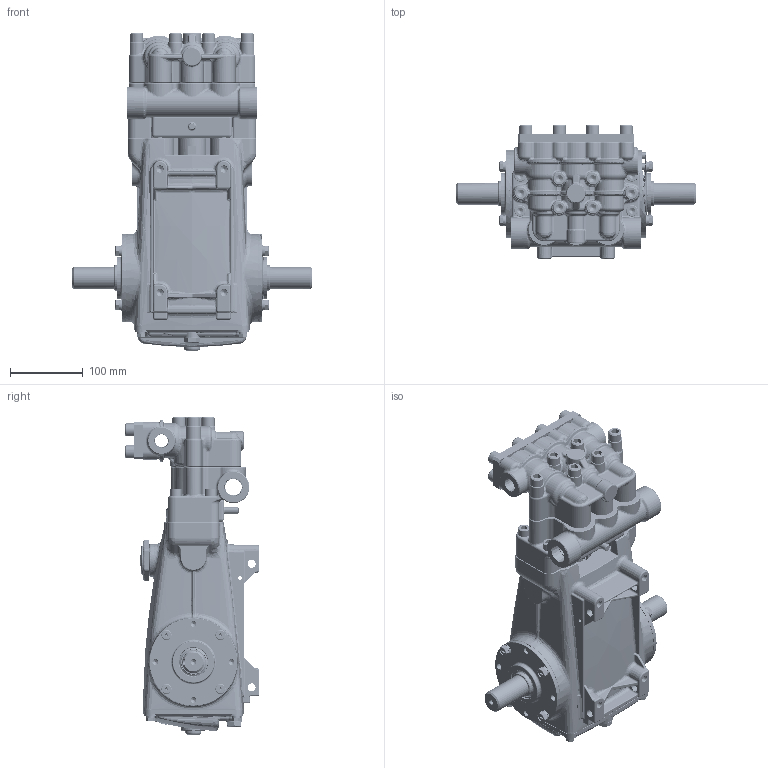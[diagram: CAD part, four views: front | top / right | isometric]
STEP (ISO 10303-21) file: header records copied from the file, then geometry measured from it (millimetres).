
FILE_DESCRIPTION (( 'STEP AP203' ), '1' );
FILE_NAME ('1580.STEP', '2022-11-11T17:54:43', ( '' ), ( '' ), 'SwSTEP 2.0', 'SolidWorks 2022', '' );
FILE_SCHEMA (( 'CONFIG_CONTROL_DESIGN' ));
Products named in the file (1): 1580
Bounding box: 330 x 184 x 436.5 mm (x, y, z)
Volume: 3964045.9 mm3; surface area: 1024368.6 mm2
Topology: 81 solids, 85 shells, 6455 faces, 15677 edges, 9204 vertices
Faces by surface type: plane 1774, cylinder 1508, bspline 1373, cone 1003, torus 641, sphere 156
Entity records: 281767 total; most frequent: CARTESIAN_POINT 142829, ORIENTED_EDGE 30506, DIRECTION 27300, EDGE_CURVE 15253, AXIS2_PLACEMENT_3D 11197, VERTEX_POINT 9194, EDGE_LOOP 6915, FACE_OUTER_BOUND 6454
